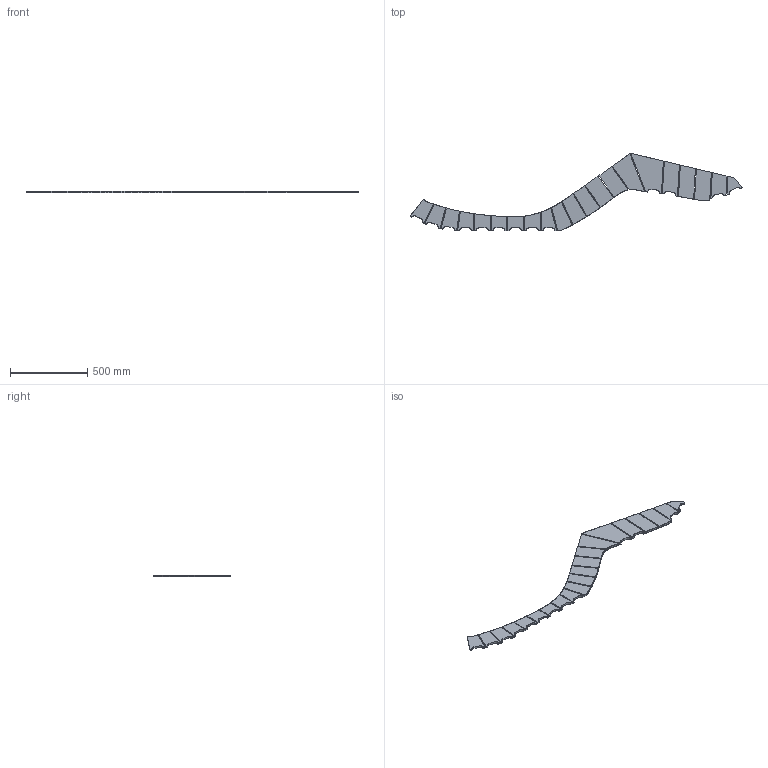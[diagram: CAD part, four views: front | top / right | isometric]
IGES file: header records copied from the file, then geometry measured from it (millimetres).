
Start section: PS-Exchange4.5.0603
Global section: file name: shim002.prt.igs; native system: PS-Exchange 4.5.0603 by Delcam plc; preprocessor: Version 4.5.0603; author: SRAFTOPOULOS-PC; organization: PRINCETON PLASMA PHYSICS; date: 20070712.104338; units: millimetre
Bounding box: 2148.94 x 501.65 x 12.7 mm (x, y, z)
Surface area: 743658.5 mm2 (no closed solid volume)
Topology: 0 solids, 0 shells, 180 faces, 5894 edges, 5894 vertices
Faces by surface type: bspline 180
